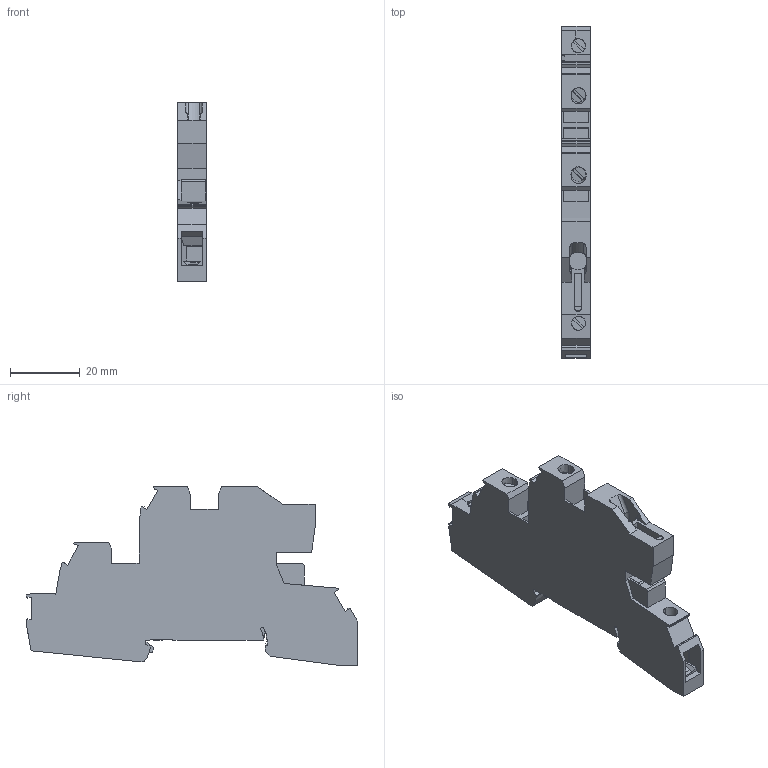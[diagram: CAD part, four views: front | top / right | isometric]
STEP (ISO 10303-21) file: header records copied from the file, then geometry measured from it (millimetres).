
FILE_DESCRIPTION(('Creo Elements/Direct Modeling STEP Export'),'2;1');
FILE_NAME('model.stp','2020-11-02T10:15:40',(''),(''),'Creo Elements/Direct Modeling STEP processor for AP214 (Solid Model)','Creo Elements/Direct Modeling 20.1A 29-Sep-2018 (C) Parametric Technology GmbH','');
FILE_SCHEMA(('AUTOMOTIVE_DESIGN { 1 0 10303 214 1 1 1 1 }'));
Length unit declared in the file: millimetre
Products named in the file (2): UTI_6_PE_L_NT-select
Assembly tree (1 placements, depth 2):
  UTI_6_PE_L_NT-select
    UTI_6_PE_L_NT-select
Bounding box: 8.15 x 95 x 51.15 mm (x, y, z)
Volume: 23368.3 mm3; surface area: 10902.3 mm2
Topology: 1 solids, 1 shells, 282 faces, 809 edges, 535 vertices
Faces by surface type: plane 243, cylinder 28, bspline 8, extrusion 3
Entity records: 12890 total; most frequent: CARTESIAN_POINT 3531, ORIENTED_EDGE 1618, DIRECTION 1253, EDGE_CURVE 809, VECTOR 657, LINE 654, VERTEX_POINT 535, AXIS2_PLACEMENT_3D 298
